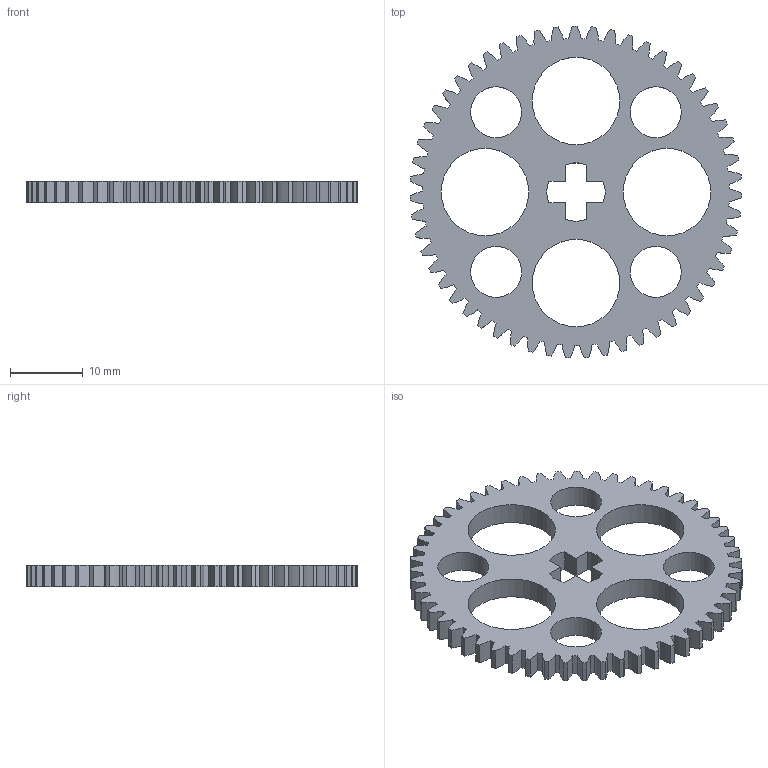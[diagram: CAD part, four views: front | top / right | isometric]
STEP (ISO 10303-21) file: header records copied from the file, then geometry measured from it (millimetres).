
FILE_DESCRIPTION(/* description */ ('Alibre Inc.'),/* implementation_level */ '2;1');
FILE_NAME(/* name */ 'export0',/* time_stamp */ '2013-10-11T23:07:32+01:00',/* author */ (''),/* organization */ (''),/* preprocessor_version */ 'ST-DEVELOPER v14',/* originating_system */ 'Alibre',/* authorisation */ '');
FILE_SCHEMA (('CONFIG_CONTROL_DESIGN'));
Length unit declared in the file: centimetre
Products named in the file (1): ID_1
Bounding box: 45.59 x 45.59 x 3 mm (x, y, z)
Volume: 2606.5 mm3; surface area: 3366.7 mm2
Topology: 1 solids, 1 shells, 242 faces, 720 edges, 480 vertices
Faces by surface type: cylinder 122, bspline 110, plane 10
Full cylindrical faces by diameter (mm): 7 x4, 12 x4
Entity records: 10679 total; most frequent: CARTESIAN_POINT 4624, ORIENTED_EDGE 1424, DIRECTION 990, EDGE_CURVE 712, VERTEX_POINT 480, AXIS2_PLACEMENT_3D 376, EDGE_LOOP 268, FACE_BOUND 268
